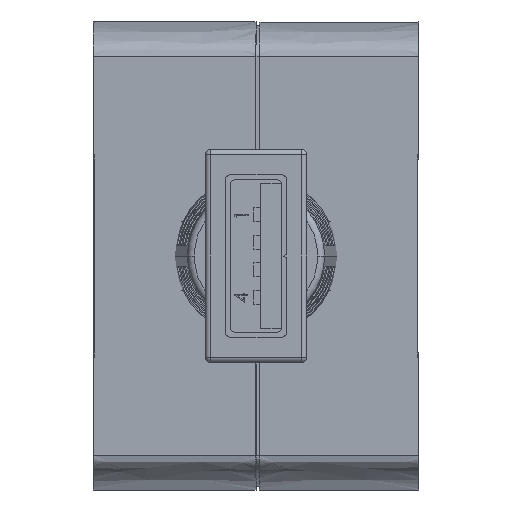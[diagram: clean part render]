
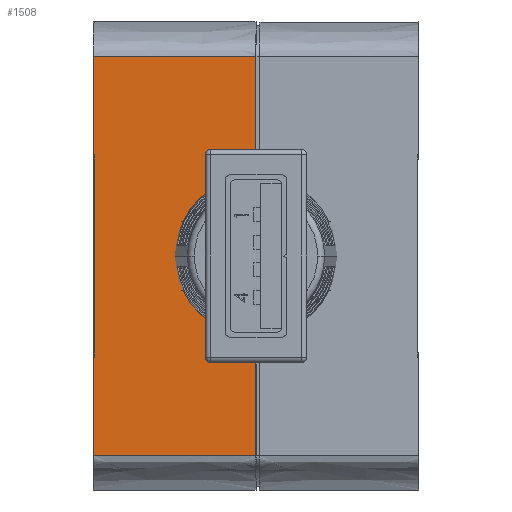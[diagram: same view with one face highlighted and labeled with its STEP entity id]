
A CAD part, left-side view. The second image highlights one B-rep face of the part: STEP entity #1508.
In plain terms, the highlighted planar face has unit normal (-1, 0, 0).
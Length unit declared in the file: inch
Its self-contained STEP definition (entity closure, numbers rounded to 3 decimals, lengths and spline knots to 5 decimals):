
#1070 = CARTESIAN_POINT ( 'NONE',  ( -1.08268, 0., -0.57913 ) ) ;
#1088 = DIRECTION ( 'NONE',  ( 0., -1., 0. ) ) ;
#1292 = DIRECTION ( 'NONE',  ( 0., 1., 0. ) ) ;
#1508 = ADVANCED_FACE ( 'NONE', ( #23142 ), #30534, .F. ) ;
#3286 = EDGE_CURVE ( 'NONE', #17714, #32469, #24888, .T. ) ;
#3740 = CARTESIAN_POINT ( 'NONE',  ( -1.08268, 0., 0.05 ) ) ;
#3814 = DIRECTION ( 'NONE',  ( 0., 0., 1. ) ) ;
#3829 = ORIENTED_EDGE ( 'NONE', *, *, #17446, .F. ) ;
#3899 = EDGE_CURVE ( 'NONE', #25085, #24402, #4030, .T. ) ;
#4030 = LINE ( 'NONE', #14669, #17378 ) ;
#4195 = VERTEX_POINT ( 'NONE', #18935 ) ;
#4552 = CARTESIAN_POINT ( 'NONE',  ( -1.08268, 0.46744, -0.67913 ) ) ;
#4555 = DIRECTION ( 'NONE',  ( 0., 0., 1. ) ) ;
#6462 = CARTESIAN_POINT ( 'NONE',  ( -1.08268, 0.46744, -0.28149 ) ) ;
#6599 = VERTEX_POINT ( 'NONE', #31828 ) ;
#6605 = EDGE_CURVE ( 'NONE', #17714, #4195, #32792, .T. ) ;
#6656 = CARTESIAN_POINT ( 'NONE',  ( -1.08268, 0., -0.57913 ) ) ;
#6821 = CARTESIAN_POINT ( 'NONE',  ( -1.08268, 0.47244, 0.57913 ) ) ;
#7034 = CARTESIAN_POINT ( 'NONE',  ( -1.08268, 0.47244, -0.67913 ) ) ;
#7384 = VECTOR ( 'NONE', #18290, 39.37008 ) ;
#8324 = DIRECTION ( 'NONE',  ( -1., 0., 0. ) ) ;
#8516 = EDGE_CURVE ( 'NONE', #32469, #33778, #28050, .T. ) ;
#9145 = ORIENTED_EDGE ( 'NONE', *, *, #6605, .F. ) ;
#9175 = LINE ( 'NONE', #25976, #31911 ) ;
#9824 = EDGE_CURVE ( 'NONE', #14193, #24402, #9175, .T. ) ;
#10613 = CARTESIAN_POINT ( 'NONE',  ( -1.08268, 0.47244, -0.57913 ) ) ;
#11245 = LINE ( 'NONE', #16868, #11503 ) ;
#11352 = ORIENTED_EDGE ( 'NONE', *, *, #17506, .T. ) ;
#11503 = VECTOR ( 'NONE', #3814, 39.37008 ) ;
#11980 = CARTESIAN_POINT ( 'NONE',  ( -1.08268, 0., 0.57913 ) ) ;
#14193 = VERTEX_POINT ( 'NONE', #26137 ) ;
#14377 = ORIENTED_EDGE ( 'NONE', *, *, #19200, .F. ) ;
#14556 = CARTESIAN_POINT ( 'NONE',  ( -1.08268, 0.15748, 0.57913 ) ) ;
#14669 = CARTESIAN_POINT ( 'NONE',  ( -1.08268, 0.46744, -0.28149 ) ) ;
#15586 = CARTESIAN_POINT ( 'NONE',  ( -1.08268, 0.15748, -0.57913 ) ) ;
#15698 = DIRECTION ( 'NONE',  ( 0., 0., 1. ) ) ;
#16244 = VECTOR ( 'NONE', #1088, 39.37008 ) ;
#16691 = DIRECTION ( 'NONE',  ( 0., 0., 1. ) ) ;
#16840 = ORIENTED_EDGE ( 'NONE', *, *, #3899, .T. ) ;
#16868 = CARTESIAN_POINT ( 'NONE',  ( -1.08268, 0., -0.57913 ) ) ;
#16875 = CARTESIAN_POINT ( 'NONE',  ( -1.08268, 0.46744, 0.28149 ) ) ;
#17370 = CARTESIAN_POINT ( 'NONE',  ( -1.08268, 0., 0. ) ) ;
#17378 = VECTOR ( 'NONE', #1292, 39.37008 ) ;
#17446 = EDGE_CURVE ( 'NONE', #25085, #23525, #28719, .T. ) ;
#17506 = EDGE_CURVE ( 'NONE', #6599, #23525, #27668, .T. ) ;
#17691 = DIRECTION ( 'NONE',  ( 0., 0., -1. ) ) ;
#17714 = VERTEX_POINT ( 'NONE', #3740 ) ;
#17748 = CARTESIAN_POINT ( 'NONE',  ( -1.08268, 0.47244, -0.28149 ) ) ;
#18158 = CARTESIAN_POINT ( 'NONE',  ( -1.08268, 0.31496, -0.57913 ) ) ;
#18290 = DIRECTION ( 'NONE',  ( 0., 0., 1. ) ) ;
#18798 = DIRECTION ( 'NONE',  ( 0., 0., 1. ) ) ;
#18935 = CARTESIAN_POINT ( 'NONE',  ( -1.08268, 0., -0.05 ) ) ;
#19135 = AXIS2_PLACEMENT_3D ( 'NONE', #17370, #8324, #18798 ) ;
#19200 = EDGE_CURVE ( 'NONE', #6599, #33778, #25831, .T. ) ;
#21673 = ORIENTED_EDGE ( 'NONE', *, *, #3286, .T. ) ;
#22049 = ORIENTED_EDGE ( 'NONE', *, *, #9824, .F. ) ;
#22231 = VECTOR ( 'NONE', #15698, 39.37008 ) ;
#22849 = B_SPLINE_CURVE_WITH_KNOTS ( 'NONE', 3,
 ( #10613, #18158, #15586, #31694 ),
 .UNSPECIFIED., .F., .F.,
 ( 4, 4 ),
 ( 0., 0.5 ),
 .UNSPECIFIED. ) ;
#23142 = FACE_OUTER_BOUND ( 'NONE', #29060, .T. ) ;
#23525 = VERTEX_POINT ( 'NONE', #25603 ) ;
#24402 = VERTEX_POINT ( 'NONE', #17748 ) ;
#24620 = CARTESIAN_POINT ( 'NONE',  ( -1.08268, 0.47244, 0.57913 ) ) ;
#24812 = AXIS2_PLACEMENT_3D ( 'NONE', #7034, #33592, #17691 ) ;
#24888 = LINE ( 'NONE', #1070, #27380 ) ;
#24890 = ORIENTED_EDGE ( 'NONE', *, *, #28634, .T. ) ;
#24990 = CARTESIAN_POINT ( 'NONE',  ( -1.08268, 0.31496, 0.57913 ) ) ;
#25085 = VERTEX_POINT ( 'NONE', #6462 ) ;
#25317 = CARTESIAN_POINT ( 'NONE',  ( -1.08268, 0., 0.57913 ) ) ;
#25603 = CARTESIAN_POINT ( 'NONE',  ( -1.08268, 0.46744, 0.28149 ) ) ;
#25623 = ORIENTED_EDGE ( 'NONE', *, *, #8516, .T. ) ;
#25831 = LINE ( 'NONE', #33070, #7384 ) ;
#25976 = CARTESIAN_POINT ( 'NONE',  ( -1.08268, 0.47244, -0.67913 ) ) ;
#26137 = CARTESIAN_POINT ( 'NONE',  ( -1.08268, 0.47244, -0.57913 ) ) ;
#27380 = VECTOR ( 'NONE', #16691, 39.37008 ) ;
#27668 = LINE ( 'NONE', #16875, #16244 ) ;
#28050 = B_SPLINE_CURVE_WITH_KNOTS ( 'NONE', 3,
 ( #11980, #14556, #24990, #6821 ),
 .UNSPECIFIED., .F., .F.,
 ( 4, 4 ),
 ( 0.5, 1. ),
 .UNSPECIFIED. ) ;
#28634 = EDGE_CURVE ( 'NONE', #32513, #4195, #11245, .T. ) ;
#28719 = LINE ( 'NONE', #4552, #22231 ) ;
#29060 = EDGE_LOOP ( 'NONE', ( #21673, #25623, #14377, #11352, #3829, #16840, #22049, #29321, #24890, #9145 ) ) ;
#29321 = ORIENTED_EDGE ( 'NONE', *, *, #33658, .T. ) ;
#30534 = PLANE ( 'NONE',  #24812 ) ;
#31694 = CARTESIAN_POINT ( 'NONE',  ( -1.08268, 0., -0.57913 ) ) ;
#31828 = CARTESIAN_POINT ( 'NONE',  ( -1.08268, 0.47244, 0.28149 ) ) ;
#31911 = VECTOR ( 'NONE', #4555, 39.37008 ) ;
#32469 = VERTEX_POINT ( 'NONE', #25317 ) ;
#32513 = VERTEX_POINT ( 'NONE', #6656 ) ;
#32792 = CIRCLE ( 'NONE', #19135, 0.05 ) ;
#33070 = CARTESIAN_POINT ( 'NONE',  ( -1.08268, 0.47244, -0.67913 ) ) ;
#33592 = DIRECTION ( 'NONE',  ( 1., 0., 0. ) ) ;
#33658 = EDGE_CURVE ( 'NONE', #14193, #32513, #22849, .T. ) ;
#33778 = VERTEX_POINT ( 'NONE', #24620 ) ;
